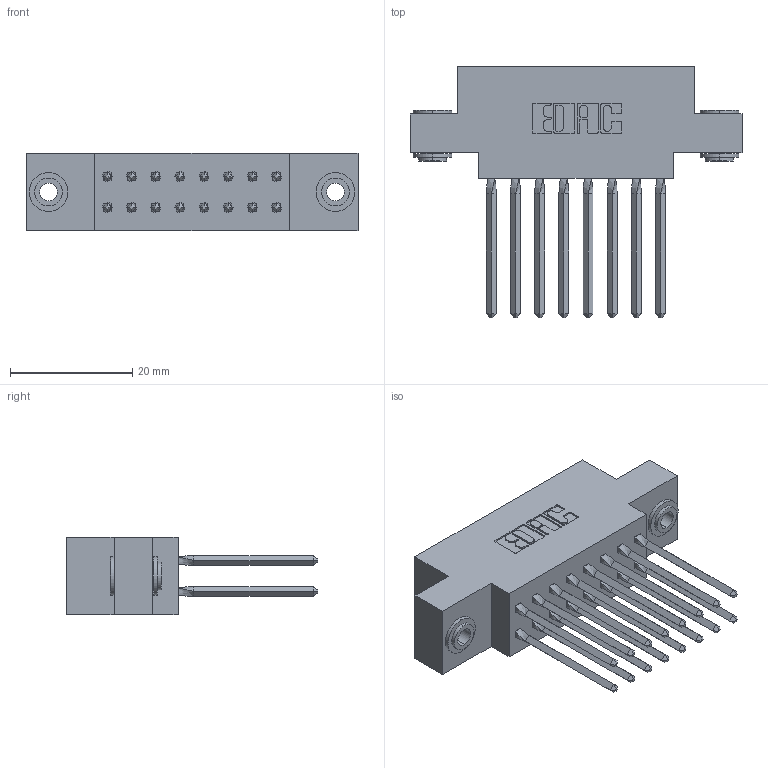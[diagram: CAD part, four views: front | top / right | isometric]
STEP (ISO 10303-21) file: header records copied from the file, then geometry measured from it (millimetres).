
FILE_DESCRIPTION (( 'STEP AP203' ), '1' );
FILE_NAME ('317-016-543-803.STEP', '2020-02-27T15:31:33', ( '' ), ( '' ), 'SwSTEP 2.0', 'SolidWorks 2016', '' );
FILE_SCHEMA (( 'CONFIG_CONTROL_DESIGN' ));
Length unit declared in the file: inch
Products named in the file (4): 317 Part_.156 Dia - TH; 345-250-002_345-250-002-102; 317-016-543-803; 317-290-001_543
Assembly tree (19 placements, depth 2):
  317-016-543-803
    317 Part_.156 Dia - TH
    317-290-001_543  x16
    345-250-002_345-250-002-102  x2
Bounding box: 54.41 x 41.15 x 12.7 mm (x, y, z)
Volume: 8080.6 mm3; surface area: 11136.4 mm2
Topology: 19 solids, 19 shells, 1564 faces, 4303 edges, 2774 vertices
Faces by surface type: plane 1236, cylinder 256, bspline 64, cone 8
Entity records: 16957 total; most frequent: CARTESIAN_POINT 3338, ORIENTED_EDGE 2830, DIRECTION 2407, EDGE_CURVE 1415, VECTOR 1135, LINE 1135, VERTEX_POINT 935, AXIS2_PLACEMENT_3D 636
